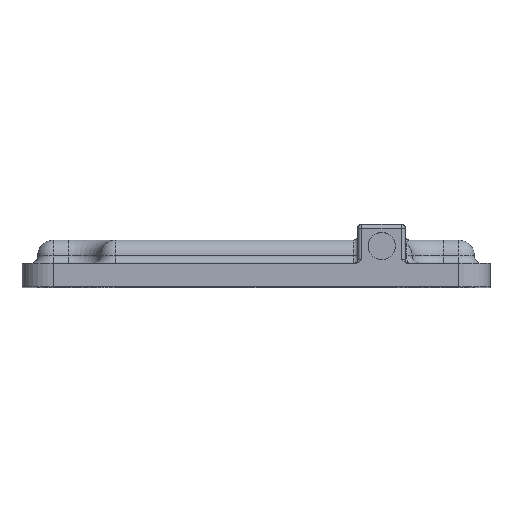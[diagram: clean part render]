
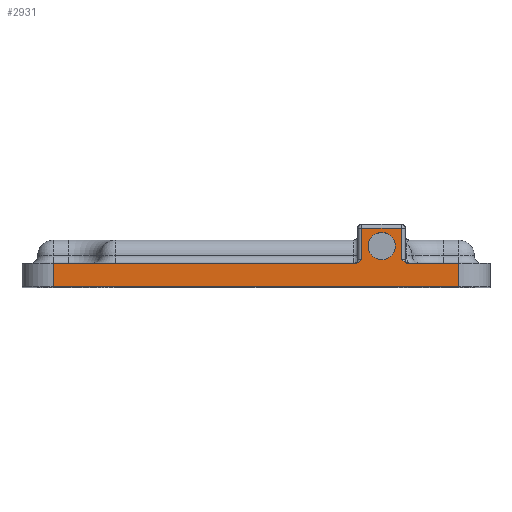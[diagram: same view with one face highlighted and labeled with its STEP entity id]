
A CAD part, top view. The second image highlights one B-rep face of the part: STEP entity #2931.
In plain terms, the highlighted planar face has unit normal (0, 0, 1).
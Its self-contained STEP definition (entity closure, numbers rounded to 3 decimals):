
#20=B_SPLINE_CURVE_WITH_KNOTS('',3,(#5014,#5015,#5016,#5017,#5018,#5019),
 .UNSPECIFIED.,.F.,.F.,(4,2,4),(0.,0.059,0.097),
 .UNSPECIFIED.);
#21=B_SPLINE_CURVE_WITH_KNOTS('',3,(#5068,#5069,#5070,#5071,#5072,#5073),
 .UNSPECIFIED.,.F.,.F.,(4,2,4),(0.253,0.291,0.35),
 .UNSPECIFIED.);
#208=FACE_BOUND('',#571,.T.);
#326=FACE_OUTER_BOUND('',#570,.T.);
#570=EDGE_LOOP('',(#2393,#2394,#2395,#2396,#2397,#2398,#2399,#2400,#2401,
#2402));
#571=EDGE_LOOP('',(#2403));
#669=LINE('',#4511,#843);
#757=LINE('',#5103,#931);
#760=LINE('',#5128,#934);
#764=LINE('',#5143,#938);
#778=LINE('',#5200,#952);
#779=LINE('',#5202,#953);
#780=LINE('',#5203,#954);
#781=LINE('',#5204,#955);
#843=VECTOR('',#3475,10.);
#931=VECTOR('',#4035,10.);
#934=VECTOR('',#4072,10.);
#938=VECTOR('',#4084,10.);
#952=VECTOR('',#4132,10.);
#953=VECTOR('',#4135,10.);
#954=VECTOR('',#4136,10.);
#955=VECTOR('',#4137,10.);
#1122=CIRCLE('',#3214,1.75);
#1252=VERTEX_POINT('',#4496);
#1259=VERTEX_POINT('',#4509);
#1390=VERTEX_POINT('',#4887);
#1408=VERTEX_POINT('',#5012);
#1409=VERTEX_POINT('',#5013);
#1422=VERTEX_POINT('',#5066);
#1423=VERTEX_POINT('',#5067);
#1428=VERTEX_POINT('',#5100);
#1429=VERTEX_POINT('',#5102);
#1434=VERTEX_POINT('',#5127);
#1441=VERTEX_POINT('',#5141);
#1519=EDGE_CURVE('',#1259,#1252,#669,.T.);
#1691=EDGE_CURVE('',#1390,#1390,#1122,.T.);
#1717=EDGE_CURVE('',#1408,#1409,#20,.T.);
#1737=EDGE_CURVE('',#1422,#1423,#21,.T.);
#1754=EDGE_CURVE('',#1428,#1429,#757,.T.);
#1767=EDGE_CURVE('',#1409,#1434,#760,.T.);
#1775=EDGE_CURVE('',#1441,#1422,#764,.T.);
#1804=EDGE_CURVE('',#1429,#1408,#778,.T.);
#1805=EDGE_CURVE('',#1423,#1428,#779,.T.);
#1806=EDGE_CURVE('',#1252,#1441,#780,.T.);
#1807=EDGE_CURVE('',#1259,#1434,#781,.T.);
#2393=ORIENTED_EDGE('',*,*,#1754,.F.);
#2394=ORIENTED_EDGE('',*,*,#1805,.F.);
#2395=ORIENTED_EDGE('',*,*,#1737,.F.);
#2396=ORIENTED_EDGE('',*,*,#1775,.F.);
#2397=ORIENTED_EDGE('',*,*,#1806,.F.);
#2398=ORIENTED_EDGE('',*,*,#1519,.F.);
#2399=ORIENTED_EDGE('',*,*,#1807,.T.);
#2400=ORIENTED_EDGE('',*,*,#1767,.F.);
#2401=ORIENTED_EDGE('',*,*,#1717,.F.);
#2402=ORIENTED_EDGE('',*,*,#1804,.F.);
#2403=ORIENTED_EDGE('',*,*,#1691,.T.);
#2802=PLANE('',#3310);
#2931=ADVANCED_FACE('',(#326,#208),#2802,.T.);
#3214=AXIS2_PLACEMENT_3D('',#4888,#3899,#3900);
#3310=AXIS2_PLACEMENT_3D('',#5201,#4133,#4134);
#3475=DIRECTION('',(-1.,0.,0.));
#3899=DIRECTION('center_axis',(0.,0.,-1.));
#3900=DIRECTION('ref_axis',(1.,0.,0.));
#4035=DIRECTION('',(1.,0.,0.));
#4072=DIRECTION('',(1.,0.,0.));
#4084=DIRECTION('',(1.,0.,0.));
#4132=DIRECTION('',(0.,-1.,0.));
#4133=DIRECTION('center_axis',(0.,0.,1.));
#4134=DIRECTION('ref_axis',(1.,0.,0.));
#4135=DIRECTION('',(0.,1.,0.));
#4136=DIRECTION('',(0.,1.,0.));
#4137=DIRECTION('',(0.,1.,0.));
#4496=CARTESIAN_POINT('',(-26.,-1.,30.));
#4509=CARTESIAN_POINT('',(26.,-1.,30.));
#4511=CARTESIAN_POINT('',(-26.,-1.,30.));
#4887=CARTESIAN_POINT('',(14.375,4.228,30.));
#4888=CARTESIAN_POINT('Origin',(16.125,4.228,30.));
#5012=CARTESIAN_POINT('',(18.64,2.5,30.));
#5013=CARTESIAN_POINT('',(19.506,2.,30.));
#5014=CARTESIAN_POINT('Ctrl Pts',(18.64,2.5,30.));
#5015=CARTESIAN_POINT('Ctrl Pts',(18.779,2.361,30.));
#5016=CARTESIAN_POINT('Ctrl Pts',(18.948,2.198,30.));
#5017=CARTESIAN_POINT('Ctrl Pts',(19.232,2.045,30.));
#5018=CARTESIAN_POINT('Ctrl Pts',(19.379,2.,30.));
#5019=CARTESIAN_POINT('Ctrl Pts',(19.506,2.,30.));
#5066=CARTESIAN_POINT('',(12.674,2.,30.));
#5067=CARTESIAN_POINT('',(13.54,2.5,30.));
#5068=CARTESIAN_POINT('Ctrl Pts',(12.674,2.,30.));
#5069=CARTESIAN_POINT('Ctrl Pts',(12.801,2.,30.));
#5070=CARTESIAN_POINT('Ctrl Pts',(12.948,2.045,30.));
#5071=CARTESIAN_POINT('Ctrl Pts',(13.232,2.198,30.));
#5072=CARTESIAN_POINT('Ctrl Pts',(13.401,2.361,30.));
#5073=CARTESIAN_POINT('Ctrl Pts',(13.54,2.5,30.));
#5100=CARTESIAN_POINT('',(13.54,6.5,30.));
#5102=CARTESIAN_POINT('',(18.64,6.5,30.));
#5103=CARTESIAN_POINT('',(-4.955,6.5,30.));
#5127=CARTESIAN_POINT('',(26.,2.,30.));
#5128=CARTESIAN_POINT('',(-26.,2.,30.));
#5141=CARTESIAN_POINT('',(-26.,2.,30.));
#5143=CARTESIAN_POINT('',(-26.,2.,30.));
#5200=CARTESIAN_POINT('',(18.64,1.,30.));
#5201=CARTESIAN_POINT('Origin',(-26.,0.,30.));
#5202=CARTESIAN_POINT('',(13.54,1.,30.));
#5203=CARTESIAN_POINT('',(-26.,0.,30.));
#5204=CARTESIAN_POINT('',(26.,0.,30.));
